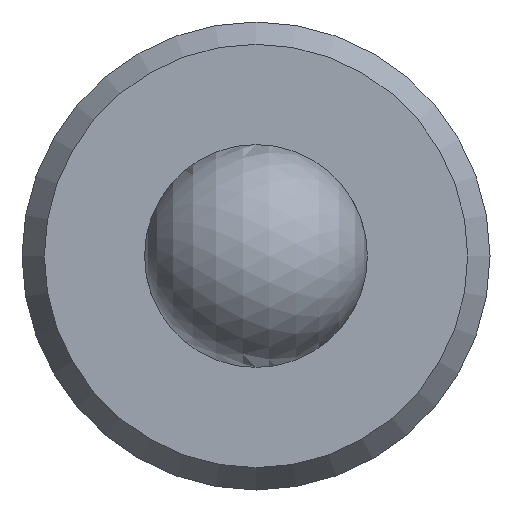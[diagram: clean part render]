
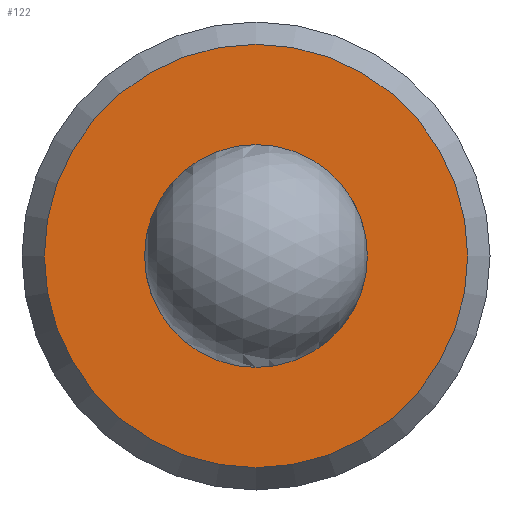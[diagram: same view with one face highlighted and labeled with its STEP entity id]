
A CAD part, front view. The second image highlights one B-rep face of the part: STEP entity #122.
In plain terms, the highlighted planar face has unit normal (0, -1, 0).
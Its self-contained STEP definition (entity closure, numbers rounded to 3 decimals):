
#97=PLANE('',#278);
#122=ADVANCED_FACE('',(#151,#152),#97,.T.);
#151=FACE_BOUND('',#179,.T.);
#152=FACE_BOUND('',#180,.T.);
#179=EDGE_LOOP('',(#207));
#180=EDGE_LOOP('',(#208));
#207=ORIENTED_EDGE('',*,*,#238,.T.);
#208=ORIENTED_EDGE('',*,*,#240,.F.);
#224=VERTEX_POINT('',#485);
#226=VERTEX_POINT('',#491);
#238=EDGE_CURVE('',#224,#224,#250,.T.);
#240=EDGE_CURVE('',#226,#226,#252,.T.);
#250=CIRCLE('',#270,0.95);
#252=CIRCLE('',#274,0.5);
#270=AXIS2_PLACEMENT_3D('',#484,#313,#314);
#274=AXIS2_PLACEMENT_3D('',#490,#321,#322);
#278=AXIS2_PLACEMENT_3D('',#496,#329,#330);
#313=DIRECTION('',(0.,-1.,0.));
#314=DIRECTION('',(0.,0.,-1.));
#321=DIRECTION('',(0.,-1.,0.));
#322=DIRECTION('',(0.,0.,-1.));
#329=DIRECTION('',(0.,-1.,0.));
#330=DIRECTION('',(0.,0.,1.));
#484=CARTESIAN_POINT('',(0.,-1.9,0.));
#485=CARTESIAN_POINT('',(0.,-1.9,-0.95));
#490=CARTESIAN_POINT('',(0.,-1.9,0.));
#491=CARTESIAN_POINT('',(0.,-1.9,-0.5));
#496=CARTESIAN_POINT('',(0.,-1.9,0.));
